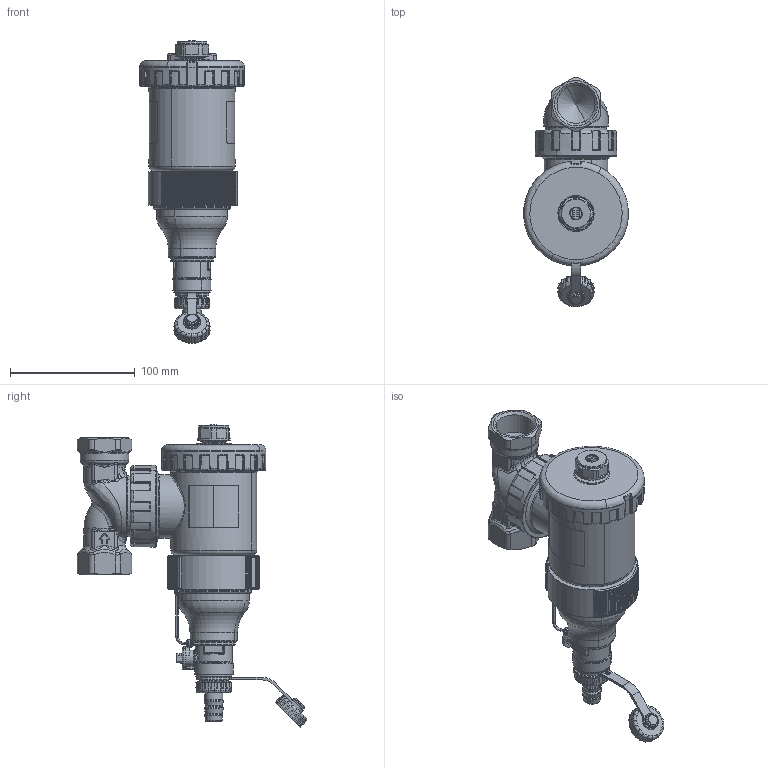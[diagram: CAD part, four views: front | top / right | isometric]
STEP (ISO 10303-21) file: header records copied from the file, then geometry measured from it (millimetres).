
FILE_DESCRIPTION(('CATIA V5 STEP Exchange','CAx-IF Rec.Pracs.--- Model Styling and Organization---1.5--- 2016-08-15','CAx-IF Rec.Pracs.---Supplemental Geometry---1.0---2011-11-01','CAx-IF Rec.Pracs.--- Composite Materials ---3.4---2017-06-13','CAx-IF Rec.Pracs.---Tessellated 3D Geometry---1.0---2015-12-17'),'2;1');
FILE_NAME('STEP_545306_-_TST.stp','2025-05-16T08:12:31+00:00',('none'),('none'),'CATIA Version 5-6 Release 2020 SP5','CATIA V5 STEP AP242 v2','none');
FILE_SCHEMA(('AP242_MANAGED_MODEL_BASED_3D_ENGINEERING_MIM_LF {1 0 10303 442 1 1 4}'));
Products named in the file (1): 545306 - TST
Bounding box: 83.88 x 183.61 x 242.42 mm (x, y, z)
Volume: 790327 mm3; surface area: 85727.7 mm2
Topology: 1 solids, 1 shells, 2790 faces, 6836 edges, 3913 vertices
Faces by surface type: cylinder 989, bspline 592, plane 505, torus 484, cone 132, sphere 84, revolution 4
Entity records: 108084 total; most frequent: CARTESIAN_POINT 54331, ORIENTED_EDGE 13344, DIRECTION 7044, EDGE_CURVE 6672, AXIS2_PLACEMENT_3D 4119, VERTEX_POINT 3913, EDGE_LOOP 2823, ADVANCED_FACE 2790
